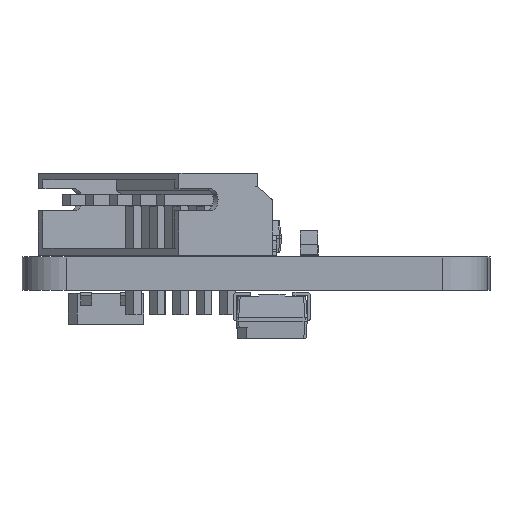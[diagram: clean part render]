
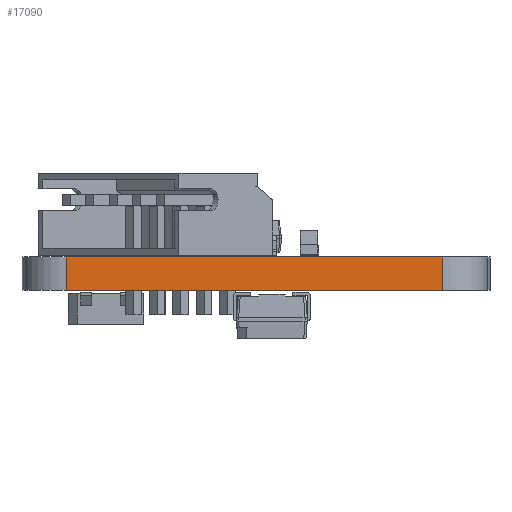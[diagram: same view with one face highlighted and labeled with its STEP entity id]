
A CAD part, left-side view. The second image highlights one B-rep face of the part: STEP entity #17090.
In plain terms, the highlighted planar face has unit normal (-1, 0, 0).
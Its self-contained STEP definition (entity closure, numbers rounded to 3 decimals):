
#16259 = VERTEX_POINT('',#16260);
#16260 = CARTESIAN_POINT('',(76.9,-90.7,0.));
#16267 = EDGE_CURVE('',#16268,#16259,#16270,.T.);
#16268 = VERTEX_POINT('',#16269);
#16269 = CARTESIAN_POINT('',(76.9,-107.734,0.));
#16270 = LINE('',#16271,#16272);
#16271 = CARTESIAN_POINT('',(76.9,-107.734,0.));
#16272 = VECTOR('',#16273,1.);
#16273 = DIRECTION('',(0.,1.,0.));
#16661 = VERTEX_POINT('',#16662);
#16662 = CARTESIAN_POINT('',(76.9,-90.7,1.51));
#16669 = EDGE_CURVE('',#16670,#16661,#16672,.T.);
#16670 = VERTEX_POINT('',#16671);
#16671 = CARTESIAN_POINT('',(76.9,-107.734,1.51));
#16672 = LINE('',#16673,#16674);
#16673 = CARTESIAN_POINT('',(76.9,-107.734,1.51));
#16674 = VECTOR('',#16675,1.);
#16675 = DIRECTION('',(0.,1.,0.));
#17060 = EDGE_CURVE('',#16259,#16661,#17061,.T.);
#17061 = LINE('',#17062,#17063);
#17062 = CARTESIAN_POINT('',(76.9,-90.7,0.));
#17063 = VECTOR('',#17064,1.);
#17064 = DIRECTION('',(0.,0.,1.));
#17090 = ADVANCED_FACE('',(#17091),#17102,.T.);
#17091 = FACE_BOUND('',#17092,.T.);
#17092 = EDGE_LOOP('',(#17093,#17099,#17100,#17101));
#17093 = ORIENTED_EDGE('',*,*,#17094,.T.);
#17094 = EDGE_CURVE('',#16268,#16670,#17095,.T.);
#17095 = LINE('',#17096,#17097);
#17096 = CARTESIAN_POINT('',(76.9,-107.734,0.));
#17097 = VECTOR('',#17098,1.);
#17098 = DIRECTION('',(0.,0.,1.));
#17099 = ORIENTED_EDGE('',*,*,#16669,.T.);
#17100 = ORIENTED_EDGE('',*,*,#17060,.F.);
#17101 = ORIENTED_EDGE('',*,*,#16267,.F.);
#17102 = PLANE('',#17103);
#17103 = AXIS2_PLACEMENT_3D('',#17104,#17105,#17106);
#17104 = CARTESIAN_POINT('',(76.9,-107.734,0.));
#17105 = DIRECTION('',(-1.,0.,0.));
#17106 = DIRECTION('',(0.,1.,0.));
